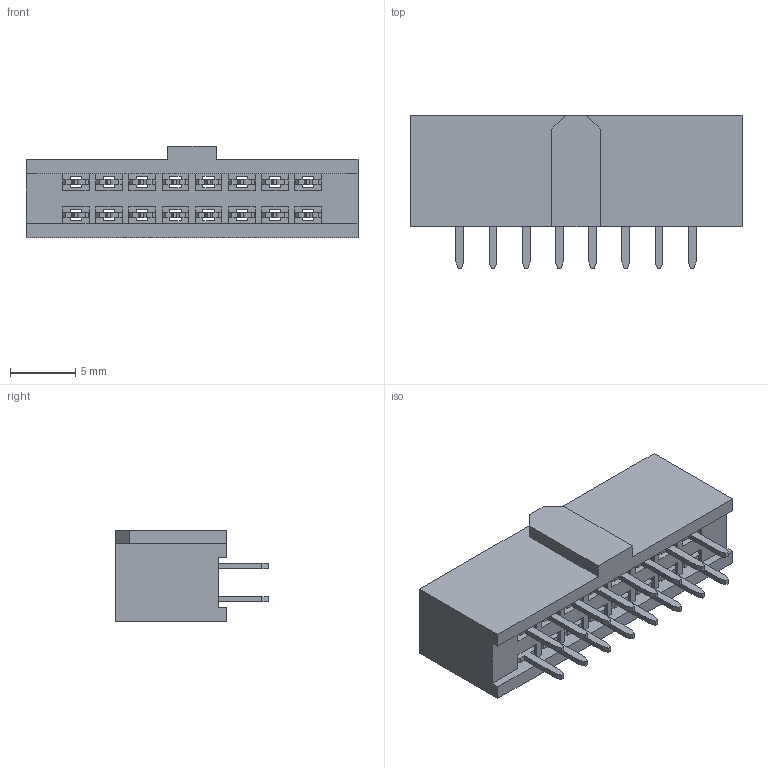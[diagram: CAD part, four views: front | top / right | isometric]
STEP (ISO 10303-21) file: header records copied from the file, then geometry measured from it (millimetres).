
FILE_DESCRIPTION (( 'STEP AP214' ), '1' );
FILE_NAME ('SFH11-PBPC-D08-ST-BK.STEP', '2023-04-26T08:21:54', ( '' ), ( '' ), 'SwSTEP 2.0', 'SolidWorks 2021', '' );
FILE_SCHEMA (( 'AUTOMOTIVE_DESIGN' ));
Length unit declared in the file: inch
Products named in the file (3): SFH11-xC-Dx-ST-BK body_08; pin^SFH11-xC-Dx-ST-BK Ass; SFH11-PBPC-D08-ST-BK
Assembly tree (17 placements, depth 2):
  SFH11-PBPC-D08-ST-BK
    SFH11-xC-Dx-ST-BK body_08
    pin^SFH11-xC-Dx-ST-BK Ass  x16
Bounding box: 25.4 x 11.71 x 7.01 mm (x, y, z)
Volume: 1021 mm3; surface area: 2157.4 mm2
Topology: 17 solids, 17 shells, 512 faces, 1434 edges, 956 vertices
Faces by surface type: plane 416, cylinder 96
Entity records: 5743 total; most frequent: CARTESIAN_POINT 1002, ORIENTED_EDGE 978, DIRECTION 875, EDGE_CURVE 489, LINE 477, VECTOR 477, VERTEX_POINT 326, EDGE_LOOP 199
